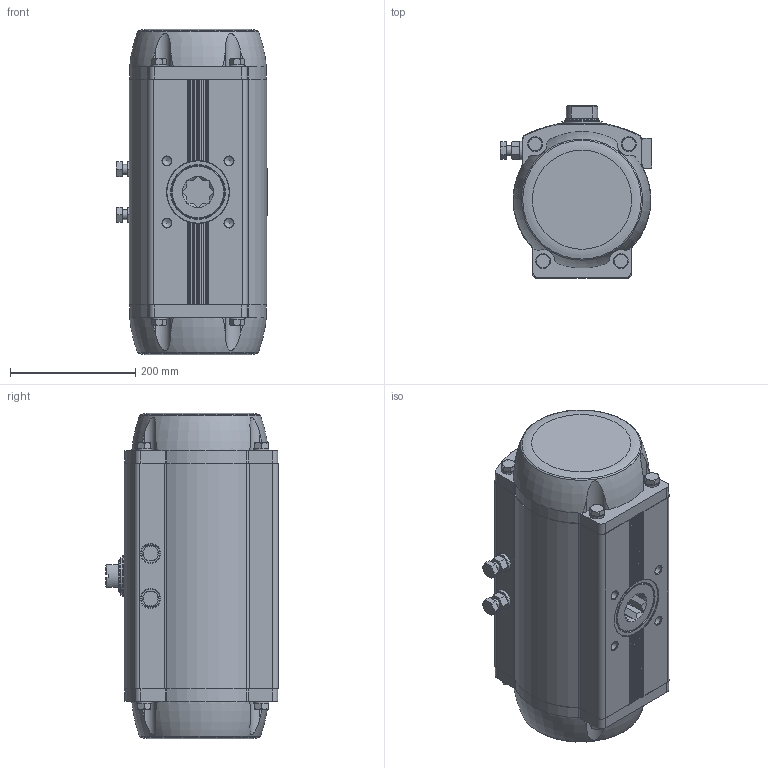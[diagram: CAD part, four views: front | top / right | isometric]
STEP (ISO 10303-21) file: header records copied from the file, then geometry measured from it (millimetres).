
FILE_DESCRIPTION(/* description */ ('STEP AP214'),/* implementation_level */ '2;1');
FILE_NAME(/* name */ '8065272_DFPD-1200-RP-90-RS60-F14-R3-EP',/* time_stamp */ '2024-08-15T16:51:28+02:00',/* author */ ('License CC BY-ND 4.0'),/* organization */ ('CADENAS'),/* preprocessor_version */ 'ST-DEVELOPER v19.3',/* originating_system */ 'PARTsolutions',/* authorisation */ ' ');
FILE_SCHEMA (('AUTOMOTIVE_DESIGN {1 0 10303 214 3 1 1}'));
Length unit declared in the file: millimetre
Products named in the file (6): 8065272 DFPD-1200-RP-90-RS60-F14-R3-EP---(0); 8042195 DFPD-1200-90-RS-F14-------(housing); 8042195 DFPD-1200(F14_0)---(shaft); 5235794 SCHEIBE 16.3X30X5-1.4301; 4952071 DFPD-900/1200; DIN 934 - M16(F)
Assembly tree (8 placements, depth 2):
  8065272 DFPD-1200-RP-90-RS60-F14-R3-EP---(0)
    8042195 DFPD-1200-90-RS-F14-------(housing)
    8042195 DFPD-1200(F14_0)---(shaft)
    5235794 SCHEIBE 16.3X30X5-1.4301  x2
    4952071 DFPD-900/1200  x2
    DIN 934 - M16(F)  x2
Bounding box: 242.12 x 275.7 x 519.3 mm (x, y, z)
Volume: 22263600.7 mm3; surface area: 678040 mm2
Topology: 8 solids, 8 shells, 689 faces, 1665 edges, 1047 vertices
Faces by surface type: plane 312, cylinder 202, cone 131, torus 42, sphere 2
Full cylindrical faces by diameter (mm): 2.5 x2, 4.134 x8, 4.917 x1, 8.5 x2, 10 x2, 11.445 x2, 13.835 x8, 14 x2, 16 x2, 16.3 x2, 22.5 x4, 24 x8, 30 x2, 32 x2, 49 x1, 50.8 x1, 51.7 x2, 52 x1, 59.5 x1, 63 x1, 65 x1, 66.4 x1, 80.4 x2, 84.3 x1, 84.6 x1, 86 x1
Entity records: 18833 total; most frequent: CARTESIAN_POINT 4159, DIRECTION 3035, ORIENTED_EDGE 2822, EDGE_CURVE 1411, AXIS2_PLACEMENT_3D 1210, VERTEX_POINT 976, FACE_BOUND 863, EDGE_LOOP 850
